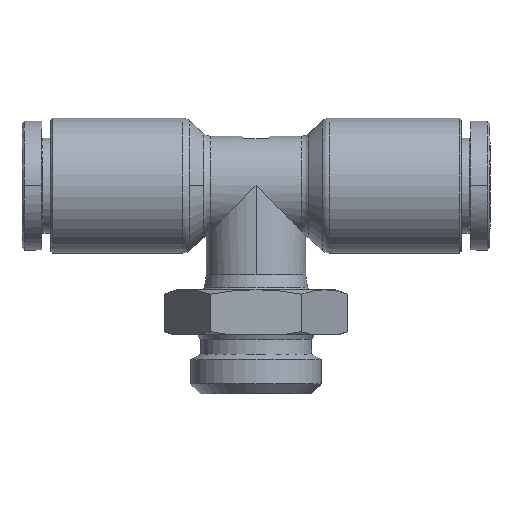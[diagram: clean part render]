
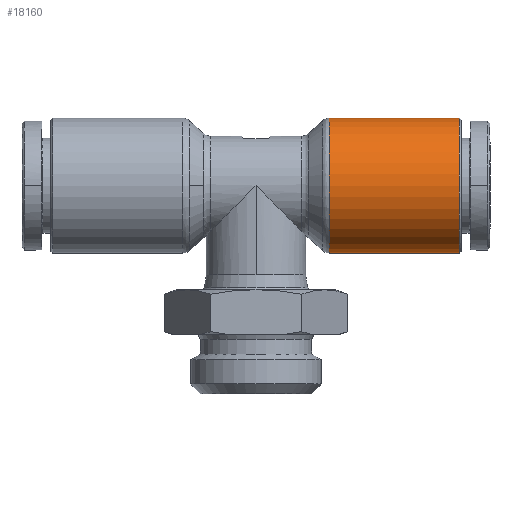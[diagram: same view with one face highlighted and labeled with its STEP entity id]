
A CAD part, front view. The second image highlights one B-rep face of the part: STEP entity #18160.
In plain terms, the highlighted cylindrical face has radius 6.8 mm (diameter 13.6 mm), a partial arc.
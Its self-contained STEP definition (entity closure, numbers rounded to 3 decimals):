
#3250 = CARTESIAN_POINT ( 'NONE',  ( 20.5, 0., 0. ) ) ;
#4543 = ORIENTED_EDGE ( 'NONE', *, *, #6697, .T. ) ;
#4722 = CARTESIAN_POINT ( 'NONE',  ( 7.384, 0., 0. ) ) ;
#4941 = CYLINDRICAL_SURFACE ( 'NONE', #7808, 6.8 ) ;
#5359 = DIRECTION ( 'NONE',  ( -1., 0., 0. ) ) ;
#5955 = DIRECTION ( 'NONE',  ( 1., 0., 0. ) ) ;
#6217 = CARTESIAN_POINT ( 'NONE',  ( 13., 0., 6.8 ) ) ;
#6486 = VECTOR ( 'NONE', #14233, 1000. ) ;
#6697 = EDGE_CURVE ( 'NONE', #9873, #28309, #13588, .T. ) ;
#6706 = DIRECTION ( 'NONE',  ( 0., 0., -1. ) ) ;
#6804 = DIRECTION ( 'NONE',  ( 1., 0., 0. ) ) ;
#7447 = CARTESIAN_POINT ( 'NONE',  ( 13., 0., -6.8 ) ) ;
#7631 = ORIENTED_EDGE ( 'NONE', *, *, #10818, .T. ) ;
#7808 = AXIS2_PLACEMENT_3D ( 'NONE', #21187, #5955, #12618 ) ;
#8520 = FACE_OUTER_BOUND ( 'NONE', #23228, .T. ) ;
#9873 = VERTEX_POINT ( 'NONE', #19996 ) ;
#10109 = VERTEX_POINT ( 'NONE', #15987 ) ;
#10420 = CIRCLE ( 'NONE', #17195, 6.8 ) ;
#10818 = EDGE_CURVE ( 'NONE', #28309, #24470, #11107, .T. ) ;
#11107 = LINE ( 'NONE', #7447, #6486 ) ;
#11963 = VECTOR ( 'NONE', #13167, 1000. ) ;
#12211 = AXIS2_PLACEMENT_3D ( 'NONE', #4722, #6804, #6706 ) ;
#12618 = DIRECTION ( 'NONE',  ( 0., 0., -1. ) ) ;
#12963 = CARTESIAN_POINT ( 'NONE',  ( 20.5, 0., -6.8 ) ) ;
#13167 = DIRECTION ( 'NONE',  ( 1., 0., 0. ) ) ;
#13588 = CIRCLE ( 'NONE', #12211, 6.8 ) ;
#14233 = DIRECTION ( 'NONE',  ( 1., 0., 0. ) ) ;
#15184 = LINE ( 'NONE', #6217, #11963 ) ;
#15274 = ORIENTED_EDGE ( 'NONE', *, *, #16212, .T. ) ;
#15987 = CARTESIAN_POINT ( 'NONE',  ( 20.5, 0., 6.8 ) ) ;
#16020 = CARTESIAN_POINT ( 'NONE',  ( 7.384, 0., -6.8 ) ) ;
#16212 = EDGE_CURVE ( 'NONE', #24470, #10109, #10420, .T. ) ;
#17195 = AXIS2_PLACEMENT_3D ( 'NONE', #3250, #5359, #21277 ) ;
#18160 = ADVANCED_FACE ( 'NONE', ( #8520 ), #4941, .T. ) ;
#19996 = CARTESIAN_POINT ( 'NONE',  ( 7.384, 0., 6.8 ) ) ;
#21187 = CARTESIAN_POINT ( 'NONE',  ( 13., 0., 0. ) ) ;
#21277 = DIRECTION ( 'NONE',  ( 0., 0., -1. ) ) ;
#22977 = EDGE_CURVE ( 'NONE', #9873, #10109, #15184, .T. ) ;
#23228 = EDGE_LOOP ( 'NONE', ( #25335, #4543, #7631, #15274 ) ) ;
#24470 = VERTEX_POINT ( 'NONE', #12963 ) ;
#25335 = ORIENTED_EDGE ( 'NONE', *, *, #22977, .F. ) ;
#28309 = VERTEX_POINT ( 'NONE', #16020 ) ;
